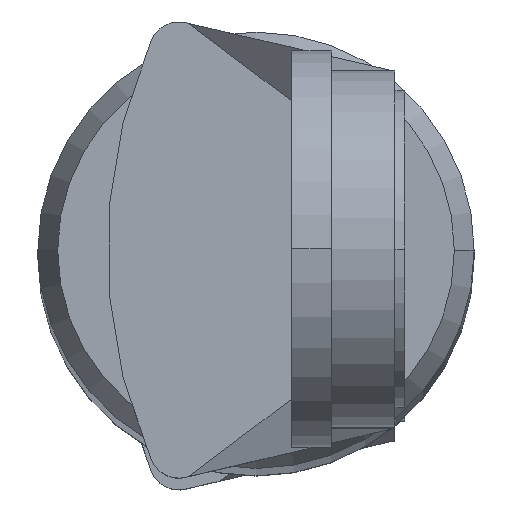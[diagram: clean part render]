
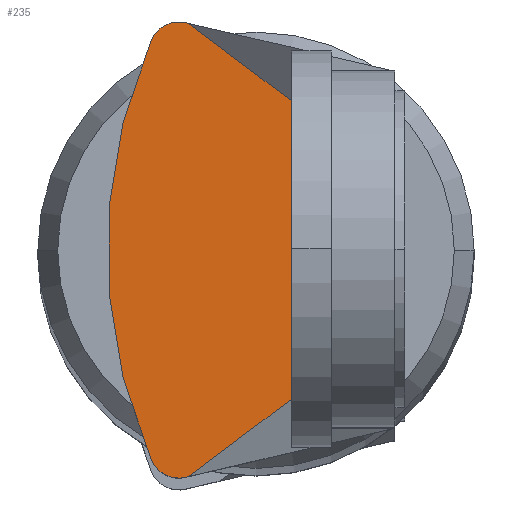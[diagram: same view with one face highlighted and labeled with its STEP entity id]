
A CAD part, top view. The second image highlights one B-rep face of the part: STEP entity #235.
In plain terms, the highlighted planar face has unit normal (0, 0, 1).
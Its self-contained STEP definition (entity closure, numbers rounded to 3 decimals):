
#235=ADVANCED_FACE('',(#603),#602,.F.);
#602=PLANE('',#1260);
#603=FACE_OUTER_BOUND('',#1261,.T.);
#1257=CARTESIAN_POINT('',(5.174,-14.092,232.2));
#1258=DIRECTION('',(0.,0.,-1.));
#1259=DIRECTION('',(-1.,0.,0.));
#1260=AXIS2_PLACEMENT_3D('',#1257,#1258,#1259);
#1261=EDGE_LOOP('',(#1825,#1826,#1827,#1828,#1829,#1830,#1831,#1832));
#1825=ORIENTED_EDGE('',*,*,#2119,.T.);
#1826=ORIENTED_EDGE('',*,*,#2149,.F.);
#1827=ORIENTED_EDGE('',*,*,#2105,.F.);
#1828=ORIENTED_EDGE('',*,*,#2150,.F.);
#1829=ORIENTED_EDGE('',*,*,#2147,.T.);
#1830=ORIENTED_EDGE('',*,*,#2151,.F.);
#1831=ORIENTED_EDGE('',*,*,#2112,.F.);
#1832=ORIENTED_EDGE('',*,*,#2116,.F.);
#2105=EDGE_CURVE('',#2550,#2557,#2558,.T.);
#2112=EDGE_CURVE('',#2598,#2606,#2607,.T.);
#2116=EDGE_CURVE('',#2626,#2598,#2634,.T.);
#2119=EDGE_CURVE('',#2626,#2646,#2653,.T.);
#2147=EDGE_CURVE('',#2840,#2833,#2841,.T.);
#2149=EDGE_CURVE('',#2557,#2646,#2853,.T.);
#2150=EDGE_CURVE('',#2840,#2550,#2859,.T.);
#2151=EDGE_CURVE('',#2606,#2833,#2865,.T.);
#2550=VERTEX_POINT('',#3702);
#2557=VERTEX_POINT('',#3706);
#2558=LINE('',#3707,#3708);
#2598=VERTEX_POINT('',#3731);
#2606=VERTEX_POINT('',#3736);
#2607=CIRCLE('',#3740,26.323);
#2626=VERTEX_POINT('',#3749);
#2634=CIRCLE('',#3757,1.5);
#2646=VERTEX_POINT('',#3762);
#2653=LINE('',#3766,#3767);
#2833=VERTEX_POINT('',#3887);
#2840=VERTEX_POINT('',#3891);
#2841=LINE('',#3892,#3893);
#2853=LINE('',#3898,#3899);
#2859=LINE('',#3901,#3902);
#2865=CIRCLE('',#3907,1.5);
#3702=CARTESIAN_POINT('',(3.8,6.,232.2));
#3706=CARTESIAN_POINT('',(3.8,-6.,232.2));
#3707=CARTESIAN_POINT('',(3.8,6.,232.2));
#3708=VECTOR('',#3709,12.);
#3709=DIRECTION('',(0.,-1.,0.));
#3731=CARTESIAN_POINT('',(-5.27,-10.604,232.2));
#3736=CARTESIAN_POINT('',(-5.27,10.604,232.2));
#3737=CARTESIAN_POINT('',(18.823,0.,232.2));
#3738=DIRECTION('',(0.,0.,-1.));
#3739=DIRECTION('',(1.,0.,0.));
#3740=AXIS2_PLACEMENT_3D('',#3737,#3738,#3739);
#3749=CARTESIAN_POINT('',(-3.556,-11.461,232.2));
#3754=CARTESIAN_POINT('',(-3.897,-10.,232.2));
#3755=DIRECTION('',(0.,0.,-1.));
#3756=DIRECTION('',(1.,0.,0.));
#3757=AXIS2_PLACEMENT_3D('',#3754,#3755,#3756);
#3762=CARTESIAN_POINT('',(-3.4,-11.424,232.2));
#3766=CARTESIAN_POINT('',(-3.556,-11.461,232.2));
#3767=VECTOR('',#3768,0.161);
#3768=DIRECTION('',(0.974,0.227,0.));
#3887=CARTESIAN_POINT('',(-3.556,11.461,232.2));
#3891=CARTESIAN_POINT('',(-3.4,11.424,232.2));
#3892=CARTESIAN_POINT('',(-3.4,11.424,232.2));
#3893=VECTOR('',#3894,0.161);
#3894=DIRECTION('',(-0.974,0.227,0.));
#3898=CARTESIAN_POINT('',(3.8,-6.,232.2));
#3899=VECTOR('',#3900,9.014);
#3900=DIRECTION('',(-0.799,-0.602,0.));
#3901=CARTESIAN_POINT('',(-3.4,11.424,232.2));
#3902=VECTOR('',#3903,9.014);
#3903=DIRECTION('',(0.799,-0.602,0.));
#3904=CARTESIAN_POINT('',(-3.897,10.,232.2));
#3905=DIRECTION('',(0.,0.,-1.));
#3906=DIRECTION('',(1.,0.,0.));
#3907=AXIS2_PLACEMENT_3D('',#3904,#3905,#3906);
